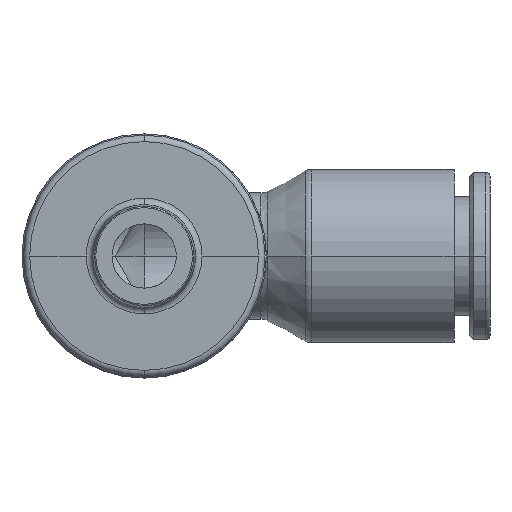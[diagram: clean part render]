
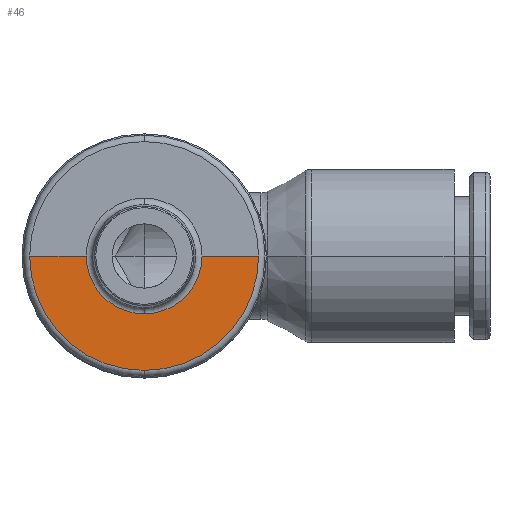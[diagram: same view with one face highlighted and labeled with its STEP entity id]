
A CAD part, front view. The second image highlights one B-rep face of the part: STEP entity #46.
In plain terms, the highlighted face is a revolution surface.
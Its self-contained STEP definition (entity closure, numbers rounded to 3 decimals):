
#46=ADVANCED_FACE('',(#179),#180,.T.);
#179=FACE_OUTER_BOUND('',#451,.T.);
#180=SURFACE_OF_REVOLUTION('',#452,#453);
#451=EDGE_LOOP('',(#729,#730,#731,#732,#733,#734));
#452=B_SPLINE_CURVE_WITH_KNOTS('',1,(#735,#736),.UNSPECIFIED.,.F.,.F.,(2,2),(-4.4,0.0),.UNSPECIFIED.);
#453=AXIS1_PLACEMENT('',#737,#738);
#729=ORIENTED_EDGE('',*,*,#1811,.F.);
#730=ORIENTED_EDGE('',*,*,#1812,.T.);
#731=ORIENTED_EDGE('',*,*,#1813,.T.);
#732=ORIENTED_EDGE('',*,*,#1814,.T.);
#733=ORIENTED_EDGE('',*,*,#1815,.F.);
#734=ORIENTED_EDGE('',*,*,#1816,.F.);
#735=CARTESIAN_POINT('',(-8.901,21.4,0.0));
#736=CARTESIAN_POINT('',(-4.501,21.4,0.0));
#737=CARTESIAN_POINT('',(0.0,21.4,0.0));
#738=DIRECTION('',(-0.0,-1.0,-0.0));
#1811=EDGE_CURVE('',#2151,#2152,#2153,.T.);
#1812=EDGE_CURVE('',#2151,#2154,#2155,.T.);
#1813=EDGE_CURVE('',#2154,#2156,#2157,.T.);
#1814=EDGE_CURVE('',#2156,#2158,#2159,.T.);
#1815=EDGE_CURVE('',#2160,#2158,#2161,.T.);
#1816=EDGE_CURVE('',#2152,#2160,#2162,.T.);
#2151=VERTEX_POINT('',#2707);
#2152=VERTEX_POINT('',#2708);
#2153=LINE('',#2709,#2710);
#2154=VERTEX_POINT('',#2711);
#2155=CIRCLE('',#2712,4.501);
#2156=VERTEX_POINT('',#2713);
#2157=CIRCLE('',#2714,4.501);
#2158=VERTEX_POINT('',#2715);
#2159=LINE('',#2716,#2717);
#2160=VERTEX_POINT('',#2718);
#2161=CIRCLE('',#2719,8.901);
#2162=CIRCLE('',#2720,8.901);
#2707=CARTESIAN_POINT('',(4.501,21.4,0.));
#2708=CARTESIAN_POINT('',(8.901,21.4,0.));
#2709=CARTESIAN_POINT('',(4.501,21.4,0.));
#2710=VECTOR('',#3726,1.0);
#2711=CARTESIAN_POINT('',(0.,21.4,-4.501));
#2712=AXIS2_PLACEMENT_3D('',#3727,#3728,#3729);
#2713=CARTESIAN_POINT('',(-4.501,21.4,0.0));
#2714=AXIS2_PLACEMENT_3D('',#3730,#3731,#3732);
#2715=CARTESIAN_POINT('',(-8.901,21.4,0.0));
#2716=CARTESIAN_POINT('',(-4.501,21.4,0.0));
#2717=VECTOR('',#3733,1.0);
#2718=CARTESIAN_POINT('',(0.,21.4,-8.901));
#2719=AXIS2_PLACEMENT_3D('',#3734,#3735,#3736);
#2720=AXIS2_PLACEMENT_3D('',#3737,#3738,#3739);
#3726=DIRECTION('',(1.,0.,0.));
#3727=CARTESIAN_POINT('',(0.0,21.4,0.0));
#3728=DIRECTION('',(0.0,1.0,0.0));
#3729=DIRECTION('',(-1.0,0.0,0.0));
#3730=CARTESIAN_POINT('',(0.0,21.4,0.0));
#3731=DIRECTION('',(0.0,1.0,0.0));
#3732=DIRECTION('',(-1.0,0.0,0.0));
#3733=DIRECTION('',(-1.,0.,0.0));
#3734=CARTESIAN_POINT('',(0.0,21.4,0.0));
#3735=DIRECTION('',(0.0,1.0,0.0));
#3736=DIRECTION('',(-1.0,0.0,0.0));
#3737=CARTESIAN_POINT('',(0.0,21.4,0.0));
#3738=DIRECTION('',(0.0,1.0,0.0));
#3739=DIRECTION('',(-1.0,0.0,0.0));
